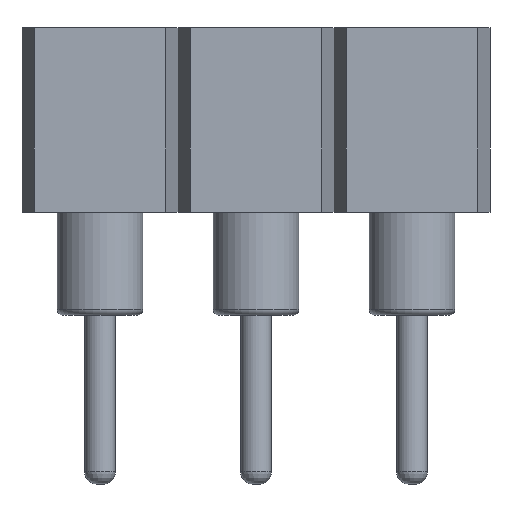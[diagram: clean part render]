
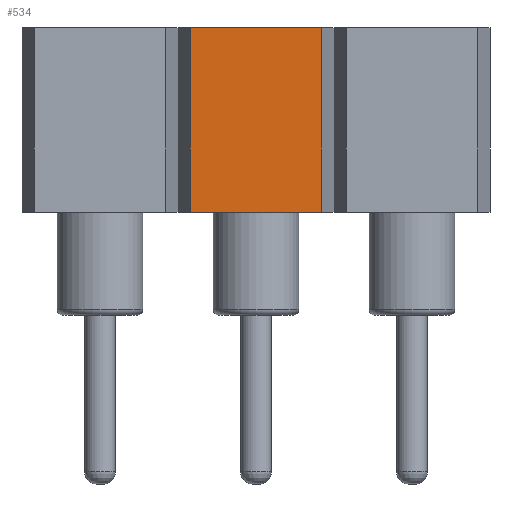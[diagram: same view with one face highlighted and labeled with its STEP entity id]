
A CAD part, front view. The second image highlights one B-rep face of the part: STEP entity #534.
In plain terms, the highlighted planar face has unit normal (0, -1, 0).
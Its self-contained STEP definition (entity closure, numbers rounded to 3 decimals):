
#313 = VERTEX_POINT('',#314);
#314 = CARTESIAN_POINT('',(1.47,-1.27,3.));
#320 = EDGE_CURVE('',#313,#321,#323,.T.);
#321 = VERTEX_POINT('',#322);
#322 = CARTESIAN_POINT('',(3.61,-1.27,3.));
#323 = LINE('',#324,#325);
#324 = CARTESIAN_POINT('',(1.27,-1.27,3.));
#325 = VECTOR('',#326,1.);
#326 = DIRECTION('',(1.,0.,0.));
#407 = VERTEX_POINT('',#408);
#408 = CARTESIAN_POINT('',(1.47,-1.27,0.));
#414 = EDGE_CURVE('',#407,#415,#417,.T.);
#415 = VERTEX_POINT('',#416);
#416 = CARTESIAN_POINT('',(3.61,-1.27,0.));
#417 = LINE('',#418,#419);
#418 = CARTESIAN_POINT('',(1.27,-1.27,0.));
#419 = VECTOR('',#420,1.);
#420 = DIRECTION('',(1.,0.,0.));
#504 = EDGE_CURVE('',#407,#313,#505,.T.);
#505 = LINE('',#506,#507);
#506 = CARTESIAN_POINT('',(1.47,-1.27,0.));
#507 = VECTOR('',#508,1.);
#508 = DIRECTION('',(0.,0.,1.));
#534 = ADVANCED_FACE('',(#535),#546,.F.);
#535 = FACE_BOUND('',#536,.F.);
#536 = EDGE_LOOP('',(#537,#538,#539,#540));
#537 = ORIENTED_EDGE('',*,*,#414,.F.);
#538 = ORIENTED_EDGE('',*,*,#504,.T.);
#539 = ORIENTED_EDGE('',*,*,#320,.T.);
#540 = ORIENTED_EDGE('',*,*,#541,.F.);
#541 = EDGE_CURVE('',#415,#321,#542,.T.);
#542 = LINE('',#543,#544);
#543 = CARTESIAN_POINT('',(3.61,-1.27,0.));
#544 = VECTOR('',#545,1.);
#545 = DIRECTION('',(0.,0.,1.));
#546 = PLANE('',#547);
#547 = AXIS2_PLACEMENT_3D('',#548,#549,#550);
#548 = CARTESIAN_POINT('',(1.27,-1.27,0.));
#549 = DIRECTION('',(0.,1.,0.));
#550 = DIRECTION('',(0.,0.,1.));
